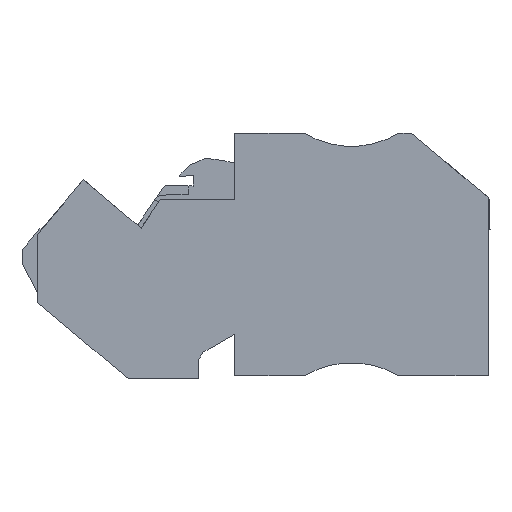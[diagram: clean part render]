
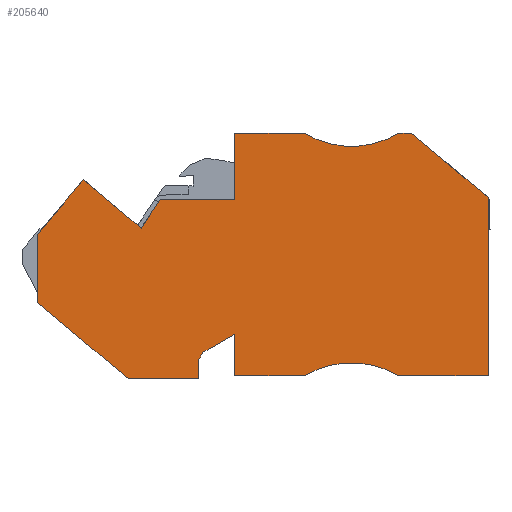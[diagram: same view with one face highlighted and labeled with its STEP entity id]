
A CAD part, left-side view. The second image highlights one B-rep face of the part: STEP entity #205640.
In plain terms, the highlighted face is planar.
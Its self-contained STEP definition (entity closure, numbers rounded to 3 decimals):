
#2000=CARTESIAN_POINT('',(456.412,690.234,
65.62));
#2010=VERTEX_POINT('',#2000);
#2040=CARTESIAN_POINT('',(456.354,690.32,
65.62));
#2050=DIRECTION('',(0.559,-0.829,
0.));
#2060=VECTOR('',#2050,1.);
#2070=LINE('',#2040,#2060);
#2080=CARTESIAN_POINT('',(458.498,687.141,
65.62));
#2090=VERTEX_POINT('',#2080);
#2100=EDGE_CURVE('',#2010,#2090,#2070,.T.);
#7080=CARTESIAN_POINT('',(469.853,678.981,
65.62));
#7090=VERTEX_POINT('',#7080);
#7140=CARTESIAN_POINT('',(444.824,657.979,
65.62));
#7150=DIRECTION('',(-0.766,-0.643,
0.));
#7160=VECTOR('',#7150,1.);
#7170=LINE('',#7140,#7160);
#7180=CARTESIAN_POINT('',(459.906,670.634,
65.62));
#7190=VERTEX_POINT('',#7180);
#7200=EDGE_CURVE('',#7090,#7190,#7170,.T.);
#11880=CARTESIAN_POINT('',(430.261,670.934,
65.62));
#11890=VERTEX_POINT('',#11880);
#11920=CARTESIAN_POINT('',(437.769,670.934,
65.62));
#11930=DIRECTION('',(1.,0.,0.));
#11940=VECTOR('',#11930,1.);
#11950=LINE('',#11920,#11940);
#11960=CARTESIAN_POINT('',(420.453,670.934,
65.62));
#11970=VERTEX_POINT('',#11960);
#11980=EDGE_CURVE('',#11970,#11890,#11950,.T.);
#13080=CARTESIAN_POINT('',(405.269,697.534,
65.62));
#13090=DIRECTION('',(-1.,0.,0.));
#13100=VECTOR('',#13090,1.);
#13110=LINE('',#13080,#13100);
#13120=CARTESIAN_POINT('',(430.261,697.534,
65.62));
#13130=VERTEX_POINT('',#13120);
#13140=CARTESIAN_POINT('',(428.853,697.534,
65.62));
#13150=VERTEX_POINT('',#13140);
#13160=EDGE_CURVE('',#13130,#13150,#13110,.T.);
#40000=CARTESIAN_POINT('',(405.269,697.534,
65.62));
#40010=DIRECTION('',(1.,0.,0.));
#40020=VECTOR('',#40010,1.);
#40030=LINE('',#40000,#40020);
#40040=CARTESIAN_POINT('',(440.591,697.534,
65.62));
#40050=VERTEX_POINT('',#40040);
#40060=CARTESIAN_POINT('',(448.253,697.534,
65.62));
#40070=VERTEX_POINT('',#40060);
#40080=EDGE_CURVE('',#40050,#40070,#40030,.T.);
#117010=CARTESIAN_POINT('',(469.853,703.819,
65.62));
#117020=DIRECTION('',(0.,1.,0.));
#117030=VECTOR('',#117020,1.);
#117040=LINE('',#117010,#117030);
#117050=CARTESIAN_POINT('',(469.853,686.448,
65.62));
#117060=VERTEX_POINT('',#117050);
#117070=EDGE_CURVE('',#7090,#117060,#117040,.T.);
#147650=CARTESIAN_POINT('',(452.153,686.119,
65.62));
#147660=DIRECTION('',(0.,-1.,0.));
#147670=VECTOR('',#147660,1.);
#147680=LINE('',#147650,#147670);
#147690=CARTESIAN_POINT('',(452.153,672.756,
65.62));
#147700=VERTEX_POINT('',#147690);
#147710=CARTESIAN_POINT('',(452.153,670.634,
65.62));
#147720=VERTEX_POINT('',#147710);
#147730=EDGE_CURVE('',#147700,#147720,#147680,.T.);
#148750=CARTESIAN_POINT('',(448.253,675.508,
65.62));
#148760=VERTEX_POINT('',#148750);
#148810=CARTESIAN_POINT('',(448.253,682.219,
65.62));
#148820=DIRECTION('',(0.,1.,0.));
#148830=VECTOR('',#148820,1.);
#148840=LINE('',#148810,#148830);
#148850=CARTESIAN_POINT('',(448.253,670.934,
65.62));
#148860=VERTEX_POINT('',#148850);
#148870=EDGE_CURVE('',#148860,#148760,#148840,.T.);
#154530=CARTESIAN_POINT('',(416.029,686.774,
65.62));
#154540=DIRECTION('',(-0.766,-0.643,
0.));
#154550=VECTOR('',#154540,1.);
#154560=LINE('',#154530,#154550);
#154570=CARTESIAN_POINT('',(420.453,690.486,
65.62));
#154580=VERTEX_POINT('',#154570);
#154590=EDGE_CURVE('',#13150,#154580,#154560,.T.);
#204760=CARTESIAN_POINT('',(434.419,672.484,
65.62));
#204770=DIRECTION('',(0.,0.,1.));
#204780=DIRECTION('',(0.707,-0.707,
0.));
#204790=AXIS2_PLACEMENT_3D('',#204760,#204770,#204780);
#204800=PLANE('',#204790);
#204810=CARTESIAN_POINT('',(461.928,695.893,
65.62));
#204820=DIRECTION('',(-0.643,0.766,
0.));
#204830=VECTOR('',#204820,1.);
#204840=LINE('',#204810,#204830);
#204850=CARTESIAN_POINT('',(464.82,692.446,
65.62));
#204860=VERTEX_POINT('',#204850);
#204870=EDGE_CURVE('',#117060,#204860,#204840,.T.);
#204880=ORIENTED_EDGE('',*,*,#204870,.F.);
#204890=CARTESIAN_POINT('',(435.206,667.597,
65.62));
#204900=DIRECTION('',(0.766,0.643,
0.));
#204910=VECTOR('',#204900,1.);
#204920=LINE('',#204890,#204910);
#204930=EDGE_CURVE('',#2090,#204860,#204920,.T.);
#204940=ORIENTED_EDGE('',*,*,#204930,.T.);
#204950=ORIENTED_EDGE('',*,*,#2100,.T.);
#204960=CARTESIAN_POINT('',(412.569,690.234,
65.62));
#204970=DIRECTION('',(1.,0.,0.));
#204980=VECTOR('',#204970,1.);
#204990=LINE('',#204960,#204980);
#205000=CARTESIAN_POINT('',(448.253,690.234,
65.62));
#205010=VERTEX_POINT('',#205000);
#205020=EDGE_CURVE('',#205010,#2010,#204990,.T.);
#205030=ORIENTED_EDGE('',*,*,#205020,.T.);
#205040=EDGE_CURVE('',#205010,#40070,#148840,.T.);
#205050=ORIENTED_EDGE('',*,*,#205040,.F.);
#205060=ORIENTED_EDGE('',*,*,#40080,.T.);
#205070=CARTESIAN_POINT('',(435.426,706.097,
65.62));
#205080=DIRECTION('',(0.,0.,1.));
#205090=DIRECTION('',(-0.707,0.707,
0.));
#205100=AXIS2_PLACEMENT_3D('',#205070,#205080,#205090);
#205110=CIRCLE('',#205100,10.);
#205120=EDGE_CURVE('',#13130,#40050,#205110,.T.);
#205130=ORIENTED_EDGE('',*,*,#205120,.T.);
#205140=ORIENTED_EDGE('',*,*,#13160,.F.);
#205150=ORIENTED_EDGE('',*,*,#154590,.F.);
#205160=CARTESIAN_POINT('',(420.453,686.45,
65.62));
#205170=DIRECTION('',(0.,-1.,0.));
#205180=VECTOR('',#205170,1.);
#205190=LINE('',#205160,#205180);
#205200=EDGE_CURVE('',#154580,#11970,#205190,.T.);
#205210=ORIENTED_EDGE('',*,*,#205200,.F.);
#205220=ORIENTED_EDGE('',*,*,#11980,.F.);
#205230=CARTESIAN_POINT('',(435.426,662.371,
65.62));
#205240=DIRECTION('',(0.,0.,1.));
#205250=DIRECTION('',(-0.707,0.707,
0.));
#205260=AXIS2_PLACEMENT_3D('',#205230,#205240,#205250);
#205270=CIRCLE('',#205260,10.);
#205280=CARTESIAN_POINT('',(440.591,670.934,
65.62));
#205290=VERTEX_POINT('',#205280);
#205300=EDGE_CURVE('',#205290,#11890,#205270,.T.);
#205310=ORIENTED_EDGE('',*,*,#205300,.T.);
#205320=CARTESIAN_POINT('',(431.869,670.934,
65.62));
#205330=DIRECTION('',(-1.,0.,0.));
#205340=VECTOR('',#205330,1.);
#205350=LINE('',#205320,#205340);
#205360=EDGE_CURVE('',#148860,#205290,#205350,.T.);
#205370=ORIENTED_EDGE('',*,*,#205360,.T.);
#205380=ORIENTED_EDGE('',*,*,#148870,.F.);
#205390=CARTESIAN_POINT('',(443.999,677.964,
65.62));
#205400=DIRECTION('',(0.866,-0.5,
0.));
#205410=VECTOR('',#205400,1.);
#205420=LINE('',#205390,#205410);
#205430=CARTESIAN_POINT('',(451.72,673.506,
65.62));
#205440=VERTEX_POINT('',#205430);
#205450=EDGE_CURVE('',#148760,#205440,#205420,.T.);
#205460=ORIENTED_EDGE('',*,*,#205450,.F.);
#205470=CARTESIAN_POINT('',(447.262,681.228,
65.62));
#205480=DIRECTION('',(0.5,-0.866,
0.));
#205490=VECTOR('',#205480,1.);
#205500=LINE('',#205470,#205490);
#205510=EDGE_CURVE('',#205440,#147700,#205500,.T.);
#205520=ORIENTED_EDGE('',*,*,#205510,.F.);
#205530=ORIENTED_EDGE('',*,*,#147730,.F.);
#205540=CARTESIAN_POINT('',(432.169,670.634,
65.62));
#205550=DIRECTION('',(1.,0.,0.));
#205560=VECTOR('',#205550,1.);
#205570=LINE('',#205540,#205560);
#205580=EDGE_CURVE('',#147720,#7190,#205570,.T.);
#205590=ORIENTED_EDGE('',*,*,#205580,.F.);
#205600=ORIENTED_EDGE('',*,*,#7200,.T.);
#205610=ORIENTED_EDGE('',*,*,#117070,.F.);
#205620=EDGE_LOOP('',(#205610,#205600,#205590,#205530,#205520,#205460,
#205380,#205370,#205310,#205220,#205210,#205150,#205140,#205130,#205060,
#205050,#205030,#204950,#204940,#204880));
#205630=FACE_OUTER_BOUND('',#205620,.T.);
#205640=ADVANCED_FACE('',(#205630),#204800,.F.);
